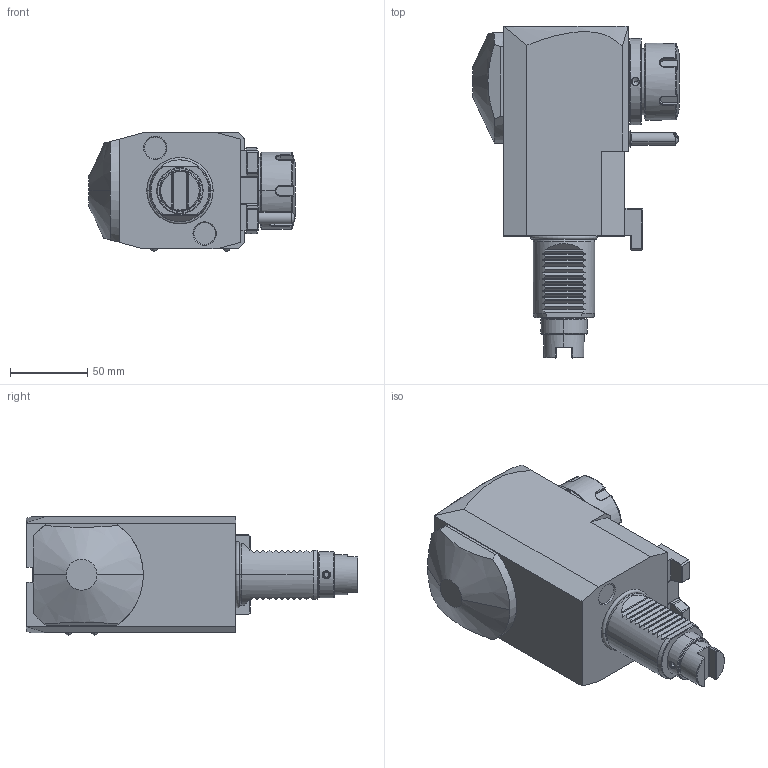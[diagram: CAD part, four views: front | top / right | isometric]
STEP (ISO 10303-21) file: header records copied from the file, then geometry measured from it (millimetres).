
FILE_DESCRIPTION((''),'2;1');
FILE_NAME('NGT1_40_261_32_1_3_100','2023-03-14T',('vali'),('NOVA GRUP'),'PRO/ENGINEER BY PARAMETRIC TECHNOLOGY CORPORATION, 2010280','PRO/ENGINEER BY PARAMETRIC TECHNOLOGY CORPORATION, 2010280','');
FILE_SCHEMA(('CONFIG_CONTROL_DESIGN'));
Length unit declared in the file: millimetre
Products named in the file (1): NGT1_40_261_32_1_3_100
Bounding box: 133.6 x 215 x 76.6 mm (x, y, z)
Volume: 999408.7 mm3; surface area: 77505.7 mm2
Topology: 1 solids, 1 shells, 440 faces, 1147 edges, 719 vertices
Faces by surface type: plane 234, cylinder 83, cone 63, bspline 34, torus 18, sphere 6, extrusion 2
Entity records: 18127 total; most frequent: CARTESIAN_POINT 8023, ORIENTED_EDGE 2266, DIRECTION 1805, EDGE_CURVE 1133, VERTEX_POINT 718, AXIS2_PLACEMENT_3D 610, VECTOR 585, LINE 583
